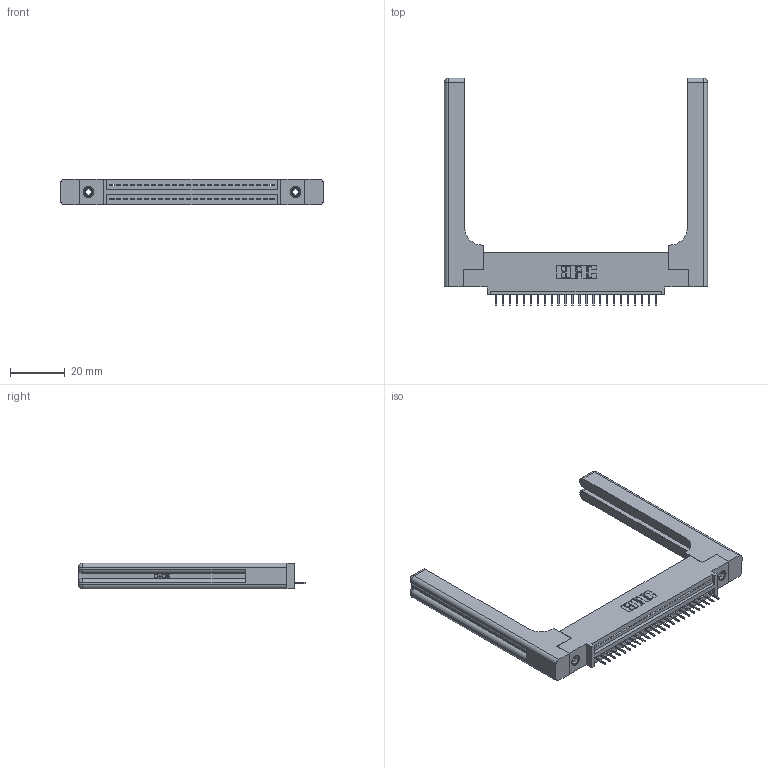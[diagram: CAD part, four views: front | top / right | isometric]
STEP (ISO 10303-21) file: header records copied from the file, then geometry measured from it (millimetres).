
FILE_DESCRIPTION (( 'STEP AP203' ), '1' );
FILE_NAME ('345-024-524-458.STEP', '2019-10-05T04:24:50', ( '' ), ( '' ), 'SwSTEP 2.0', 'SolidWorks 2016', '' );
FILE_SCHEMA (( 'CONFIG_CONTROL_DESIGN' ));
Length unit declared in the file: inch
Products named in the file (5): 345 Part_0.110 Offset - 0.156 Dia-TH; 345-250-001_345-250-001-102; 345-220-058_345-220-058; 345-024-524-458; 345-292-001_345-293-124
Assembly tree (29 placements, depth 2):
  345-024-524-458
    345 Part_0.110 Offset - 0.156 Dia-TH
    345-292-001_345-293-124  x24
    345-250-001_345-250-001-102  x2
    345-220-058_345-220-058  x2
Bounding box: 95.99 x 83.11 x 9.4 mm (x, y, z)
Volume: 17306.2 mm3; surface area: 16535.8 mm2
Topology: 29 solids, 29 shells, 1874 faces, 5339 edges, 3442 vertices
Faces by surface type: plane 1336, cylinder 478, bspline 36, cone 12, sphere 8, torus 4
Entity records: 25874 total; most frequent: CARTESIAN_POINT 5453, ORIENTED_EDGE 4208, DIRECTION 3736, EDGE_CURVE 2104, VECTOR 1788, LINE 1788, VERTEX_POINT 1390, AXIS2_PLACEMENT_3D 974
